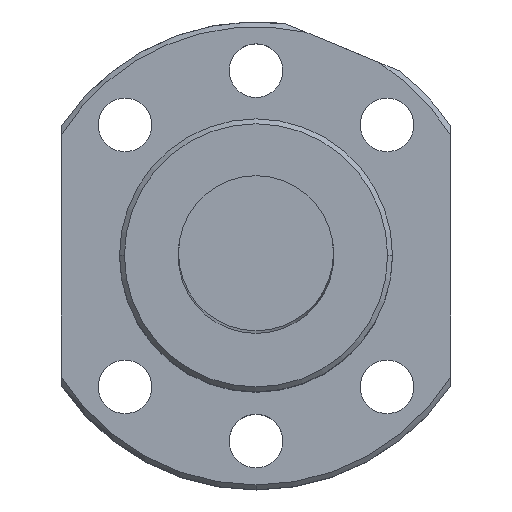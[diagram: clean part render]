
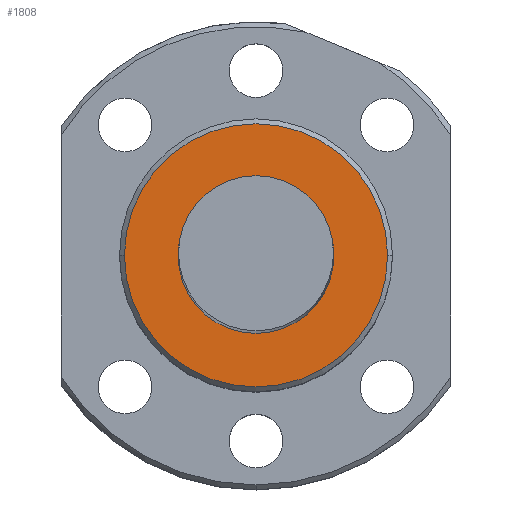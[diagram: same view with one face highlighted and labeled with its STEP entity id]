
A CAD part, top view. The second image highlights one B-rep face of the part: STEP entity #1808.
In plain terms, the highlighted face is planar.
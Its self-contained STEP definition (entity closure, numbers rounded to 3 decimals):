
#61 = CARTESIAN_POINT ( 'NONE',  ( -13.662, -13.662, -48. ) ) ;
#98 = FACE_BOUND ( 'NONE', #1107, .T. ) ;
#130 = AXIS2_PLACEMENT_3D ( 'NONE', #1216, #1780, #809 ) ;
#217 = CIRCLE ( 'NONE', #1284, 8. ) ;
#230 = CIRCLE ( 'NONE', #299, 13.5 ) ;
#285 = VERTEX_POINT ( 'NONE', #1469 ) ;
#299 = AXIS2_PLACEMENT_3D ( 'NONE', #1510, #1708, #1913 ) ;
#321 = ORIENTED_EDGE ( 'NONE', *, *, #606, .T. ) ;
#324 = VERTEX_POINT ( 'NONE', #502 ) ;
#502 = CARTESIAN_POINT ( 'NONE',  ( -13.5, 0., -48. ) ) ;
#606 = EDGE_CURVE ( 'NONE', #324, #285, #1905, .T. ) ;
#658 = DIRECTION ( 'NONE',  ( 0., 0., 1. ) ) ;
#724 = CARTESIAN_POINT ( 'NONE',  ( 8., 0., -48. ) ) ;
#754 = AXIS2_PLACEMENT_3D ( 'NONE', #908, #922, #1743 ) ;
#762 = VERTEX_POINT ( 'NONE', #724 ) ;
#809 = DIRECTION ( 'NONE',  ( 1., 0., 0. ) ) ;
#853 = ORIENTED_EDGE ( 'NONE', *, *, #1191, .F. ) ;
#908 = CARTESIAN_POINT ( 'NONE',  ( 0., 0., -48. ) ) ;
#922 = DIRECTION ( 'NONE',  ( 0., 0., -1. ) ) ;
#929 = CARTESIAN_POINT ( 'NONE',  ( 0., 0., -48. ) ) ;
#996 = DIRECTION ( 'NONE',  ( 0., 0., -1. ) ) ;
#1003 = EDGE_LOOP ( 'NONE', ( #1189, #321 ) ) ;
#1049 = PLANE ( 'NONE',  #1269 ) ;
#1107 = EDGE_LOOP ( 'NONE', ( #1404, #853 ) ) ;
#1157 = CIRCLE ( 'NONE', #754, 8. ) ;
#1189 = ORIENTED_EDGE ( 'NONE', *, *, #1729, .T. ) ;
#1191 = EDGE_CURVE ( 'NONE', #1241, #762, #217, .T. ) ;
#1216 = CARTESIAN_POINT ( 'NONE',  ( 0., 0., -48. ) ) ;
#1241 = VERTEX_POINT ( 'NONE', #1707 ) ;
#1269 = AXIS2_PLACEMENT_3D ( 'NONE', #61, #658, #1883 ) ;
#1284 = AXIS2_PLACEMENT_3D ( 'NONE', #929, #996, #1537 ) ;
#1285 = FACE_OUTER_BOUND ( 'NONE', #1003, .T. ) ;
#1404 = ORIENTED_EDGE ( 'NONE', *, *, #1526, .F. ) ;
#1469 = CARTESIAN_POINT ( 'NONE',  ( 13.5, 0., -48. ) ) ;
#1510 = CARTESIAN_POINT ( 'NONE',  ( 0., 0., -48. ) ) ;
#1526 = EDGE_CURVE ( 'NONE', #762, #1241, #1157, .T. ) ;
#1537 = DIRECTION ( 'NONE',  ( 1., 0., 0. ) ) ;
#1707 = CARTESIAN_POINT ( 'NONE',  ( -8., 0., -48. ) ) ;
#1708 = DIRECTION ( 'NONE',  ( 0., 0., -1. ) ) ;
#1729 = EDGE_CURVE ( 'NONE', #285, #324, #230, .T. ) ;
#1743 = DIRECTION ( 'NONE',  ( 1., 0., 0. ) ) ;
#1780 = DIRECTION ( 'NONE',  ( 0., 0., -1. ) ) ;
#1808 = ADVANCED_FACE ( 'NONE', ( #98, #1285 ), #1049, .F. ) ;
#1883 = DIRECTION ( 'NONE',  ( 1., 0., 0. ) ) ;
#1905 = CIRCLE ( 'NONE', #130, 13.5 ) ;
#1913 = DIRECTION ( 'NONE',  ( 1., 0., 0. ) ) ;
